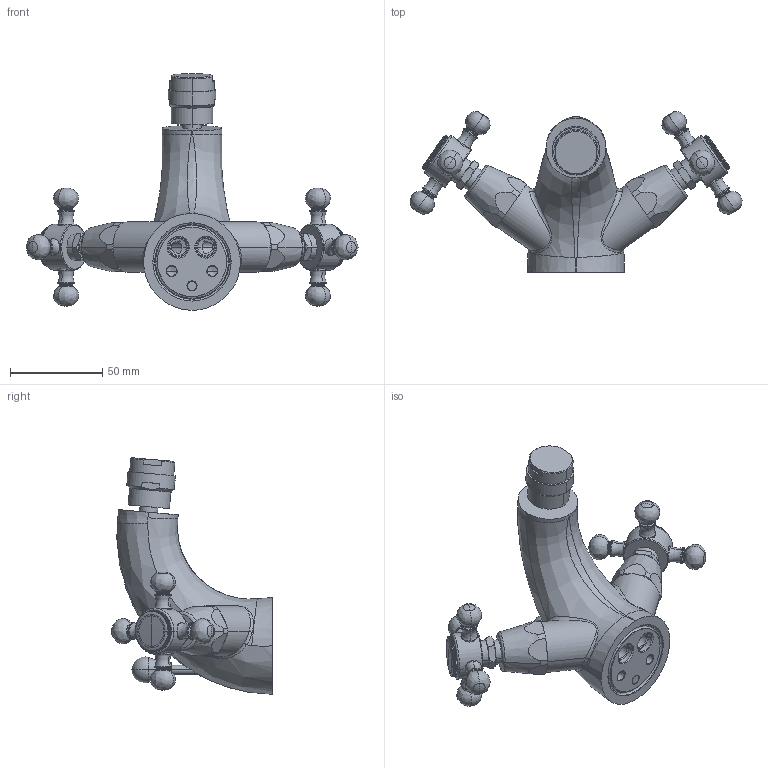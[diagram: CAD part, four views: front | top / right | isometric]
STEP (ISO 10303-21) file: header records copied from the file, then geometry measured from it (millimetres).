
FILE_DESCRIPTION((''),'2;1');
FILE_NAME('VLV135CR','2021-11-11T08:44:26',('ut3'),('PAFFONI SpA'),'CREO PARAMETRIC BY PTC INC, 2020044','CREO PARAMETRIC BY PTC INC, 2020044','');
FILE_SCHEMA(('CONFIG_CONTROL_DESIGN','SHAPE_APPEARANCE_LAYERS_GROUPS'));
Length unit declared in the file: millimetre
Products named in the file (1): VLV135CR
Bounding box: 180.12 x 87.2 x 128.34 mm (x, y, z)
Volume: 224993.5 mm3; surface area: 45399.1 mm2
Topology: 3 solids, 3 shells, 1031 faces, 2753 edges, 1741 vertices
Faces by surface type: plane 495, cylinder 322, torus 92, cone 60, bspline 40, sphere 22
Entity records: 44564 total; most frequent: CARTESIAN_POINT 11216, ORIENTED_EDGE 5454, DIRECTION 5082, EDGE_CURVE 2727, AXIS2_PLACEMENT_3D 1933, VERTEX_POINT 1741, FILL_AREA_STYLE_COLOUR 1231, FILL_AREA_STYLE 1231
